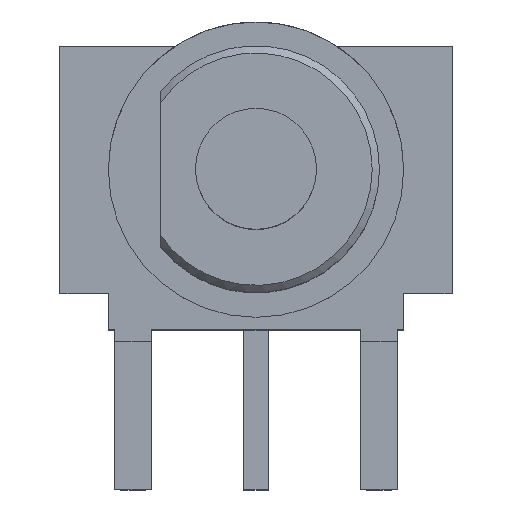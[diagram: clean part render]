
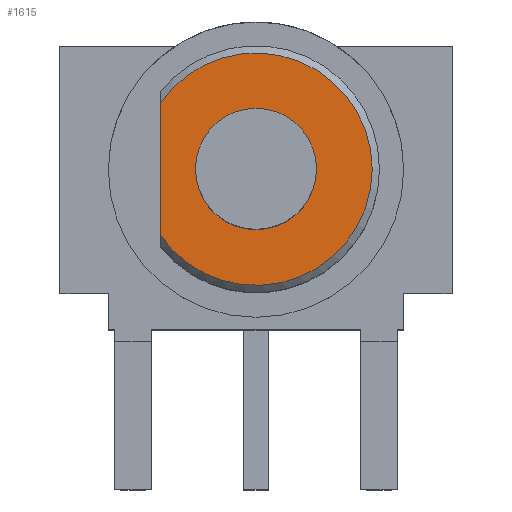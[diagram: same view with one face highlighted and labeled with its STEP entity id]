
A CAD part, top view. The second image highlights one B-rep face of the part: STEP entity #1615.
In plain terms, the highlighted planar face has unit normal (0, 0, 1).
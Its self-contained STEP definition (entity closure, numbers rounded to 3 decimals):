
#75 = CIRCLE ( 'NONE', #1689, 1.25 ) ;
#120 = CARTESIAN_POINT ( 'NONE',  ( 0., 0., -4.29 ) ) ;
#134 = PLANE ( 'NONE',  #581 ) ;
#148 = DIRECTION ( 'NONE',  ( 0., 0., -1. ) ) ;
#173 = FACE_BOUND ( 'NONE', #723, .T. ) ;
#179 = VECTOR ( 'NONE', #505, 1000. ) ;
#201 = FACE_OUTER_BOUND ( 'NONE', #367, .T. ) ;
#270 = CIRCLE ( 'NONE', #901, 2.4 ) ;
#290 = DIRECTION ( 'NONE',  ( 0., 0., 1. ) ) ;
#367 = EDGE_LOOP ( 'NONE', ( #1483, #1829 ) ) ;
#411 = DIRECTION ( 'NONE',  ( 0., 0., 1. ) ) ;
#414 = DIRECTION ( 'NONE',  ( -1., 0., 0. ) ) ;
#477 = AXIS2_PLACEMENT_3D ( 'NONE', #120, #411, #711 ) ;
#505 = DIRECTION ( 'NONE',  ( 0., 1., 0. ) ) ;
#513 = CIRCLE ( 'NONE', #477, 1.25 ) ;
#570 = CARTESIAN_POINT ( 'NONE',  ( 0., 0., -4.29 ) ) ;
#581 = AXIS2_PLACEMENT_3D ( 'NONE', #1008, #148, #414 ) ;
#604 = DIRECTION ( 'NONE',  ( 0., 0., 1. ) ) ;
#642 = ORIENTED_EDGE ( 'NONE', *, *, #1668, .F. ) ;
#655 = VERTEX_POINT ( 'NONE', #1764 ) ;
#711 = DIRECTION ( 'NONE',  ( 1., 0., 0. ) ) ;
#723 = EDGE_LOOP ( 'NONE', ( #895, #642 ) ) ;
#808 = EDGE_CURVE ( 'NONE', #655, #1562, #1848, .T. ) ;
#895 = ORIENTED_EDGE ( 'NONE', *, *, #1015, .F. ) ;
#901 = AXIS2_PLACEMENT_3D ( 'NONE', #1332, #604, #1743 ) ;
#924 = VERTEX_POINT ( 'NONE', #1561 ) ;
#1008 = CARTESIAN_POINT ( 'NONE',  ( 0., 0., -4.29 ) ) ;
#1015 = EDGE_CURVE ( 'NONE', #1041, #924, #513, .T. ) ;
#1041 = VERTEX_POINT ( 'NONE', #1596 ) ;
#1112 = CARTESIAN_POINT ( 'NONE',  ( -1.98, 1.356, -4.29 ) ) ;
#1332 = CARTESIAN_POINT ( 'NONE',  ( 0., 0., -4.29 ) ) ;
#1483 = ORIENTED_EDGE ( 'NONE', *, *, #808, .F. ) ;
#1516 = CARTESIAN_POINT ( 'NONE',  ( -1.98, 1.607, -4.29 ) ) ;
#1561 = CARTESIAN_POINT ( 'NONE',  ( -1.25, 0., -4.29 ) ) ;
#1562 = VERTEX_POINT ( 'NONE', #1112 ) ;
#1594 = DIRECTION ( 'NONE',  ( 1., 0., 0. ) ) ;
#1596 = CARTESIAN_POINT ( 'NONE',  ( 1.25, 0., -4.29 ) ) ;
#1615 = ADVANCED_FACE ( 'NONE', ( #173, #201 ), #134, .F. ) ;
#1668 = EDGE_CURVE ( 'NONE', #924, #1041, #75, .T. ) ;
#1689 = AXIS2_PLACEMENT_3D ( 'NONE', #570, #290, #1594 ) ;
#1743 = DIRECTION ( 'NONE',  ( -1., 0., 0. ) ) ;
#1757 = EDGE_CURVE ( 'NONE', #655, #1562, #270, .T. ) ;
#1764 = CARTESIAN_POINT ( 'NONE',  ( -1.98, -1.356, -4.29 ) ) ;
#1829 = ORIENTED_EDGE ( 'NONE', *, *, #1757, .T. ) ;
#1848 = LINE ( 'NONE', #1516, #179 ) ;
